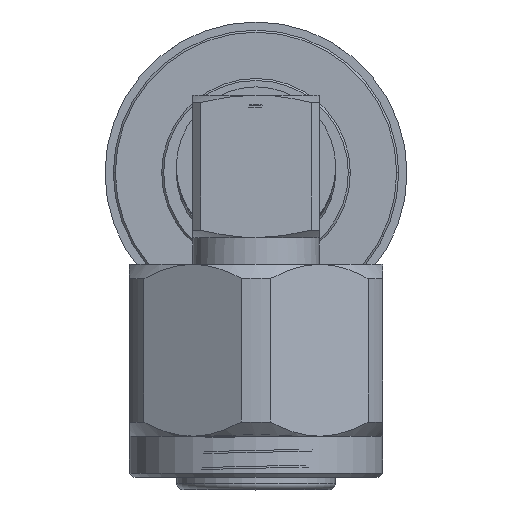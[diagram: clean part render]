
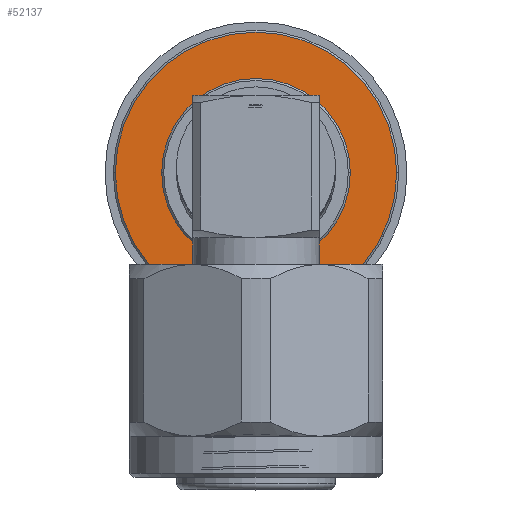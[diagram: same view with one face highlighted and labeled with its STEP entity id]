
A CAD part, top view. The second image highlights one B-rep face of the part: STEP entity #52137.
In plain terms, the highlighted face is planar.
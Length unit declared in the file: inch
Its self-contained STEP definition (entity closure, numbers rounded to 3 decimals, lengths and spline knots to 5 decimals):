
#1599 = VERTEX_POINT ( 'NONE', #23762 ) ;
#2062 = ORIENTED_EDGE ( 'NONE', *, *, #25276, .T. ) ;
#3314 = CIRCLE ( 'NONE', #43203, 0.23426 ) ;
#3339 = VERTEX_POINT ( 'NONE', #34344 ) ;
#4631 = EDGE_LOOP ( 'NONE', ( #38555, #22747 ) ) ;
#5249 = VERTEX_POINT ( 'NONE', #19542 ) ;
#5751 = AXIS2_PLACEMENT_3D ( 'NONE', #43920, #31124, #35165 ) ;
#6325 = DIRECTION ( 'NONE',  ( 0., 0., -1. ) ) ;
#8809 = DIRECTION ( 'NONE',  ( 1., 0., 0. ) ) ;
#12615 = EDGE_CURVE ( 'NONE', #3339, #26367, #49346, .T. ) ;
#16004 = FACE_OUTER_BOUND ( 'NONE', #48430, .T. ) ;
#18012 = DIRECTION ( 'NONE',  ( 0., 0., -1. ) ) ;
#19542 = CARTESIAN_POINT ( 'NONE',  ( 0.96614, 0., 0.23426 ) ) ;
#22747 = ORIENTED_EDGE ( 'NONE', *, *, #31186, .F. ) ;
#23762 = CARTESIAN_POINT ( 'NONE',  ( 0.96614, 0., -0.23426 ) ) ;
#25276 = EDGE_CURVE ( 'NONE', #26367, #3339, #34004, .T. ) ;
#26367 = VERTEX_POINT ( 'NONE', #49783 ) ;
#29234 = DIRECTION ( 'NONE',  ( 0., 0., -1. ) ) ;
#30933 = DIRECTION ( 'NONE',  ( 1., 0., 0. ) ) ;
#31114 = PLANE ( 'NONE',  #43135 ) ;
#31124 = DIRECTION ( 'NONE',  ( 1., 0., 0. ) ) ;
#31186 = EDGE_CURVE ( 'NONE', #5249, #1599, #51230, .T. ) ;
#34004 = CIRCLE ( 'NONE', #37408, 0.34933 ) ;
#34344 = CARTESIAN_POINT ( 'NONE',  ( 0.96614, 0., 0.34933 ) ) ;
#34558 = DIRECTION ( 'NONE',  ( 1., 0., 0. ) ) ;
#35165 = DIRECTION ( 'NONE',  ( 0., 0., -1. ) ) ;
#37408 = AXIS2_PLACEMENT_3D ( 'NONE', #47230, #38831, #18012 ) ;
#38555 = ORIENTED_EDGE ( 'NONE', *, *, #38675, .F. ) ;
#38675 = EDGE_CURVE ( 'NONE', #1599, #5249, #3314, .T. ) ;
#38831 = DIRECTION ( 'NONE',  ( 1., 0., 0. ) ) ;
#38913 = DIRECTION ( 'NONE',  ( 0., 0., -1. ) ) ;
#39458 = CARTESIAN_POINT ( 'NONE',  ( 0.96614, 0., 0. ) ) ;
#43135 = AXIS2_PLACEMENT_3D ( 'NONE', #52131, #30933, #6325 ) ;
#43203 = AXIS2_PLACEMENT_3D ( 'NONE', #50424, #8809, #29234 ) ;
#43920 = CARTESIAN_POINT ( 'NONE',  ( 0.96614, 0., 0. ) ) ;
#46691 = FACE_BOUND ( 'NONE', #4631, .T. ) ;
#46987 = AXIS2_PLACEMENT_3D ( 'NONE', #39458, #34558, #38913 ) ;
#47230 = CARTESIAN_POINT ( 'NONE',  ( 0.96614, 0., 0. ) ) ;
#48430 = EDGE_LOOP ( 'NONE', ( #51383, #2062 ) ) ;
#49346 = CIRCLE ( 'NONE', #5751, 0.34933 ) ;
#49783 = CARTESIAN_POINT ( 'NONE',  ( 0.96614, 0., -0.34933 ) ) ;
#50424 = CARTESIAN_POINT ( 'NONE',  ( 0.96614, 0., 0. ) ) ;
#51230 = CIRCLE ( 'NONE', #46987, 0.23426 ) ;
#51383 = ORIENTED_EDGE ( 'NONE', *, *, #12615, .T. ) ;
#52131 = CARTESIAN_POINT ( 'NONE',  ( 0.96614, 0.35433, 0. ) ) ;
#52137 = ADVANCED_FACE ( 'NONE', ( #16004, #46691 ), #31114, .T. ) ;
